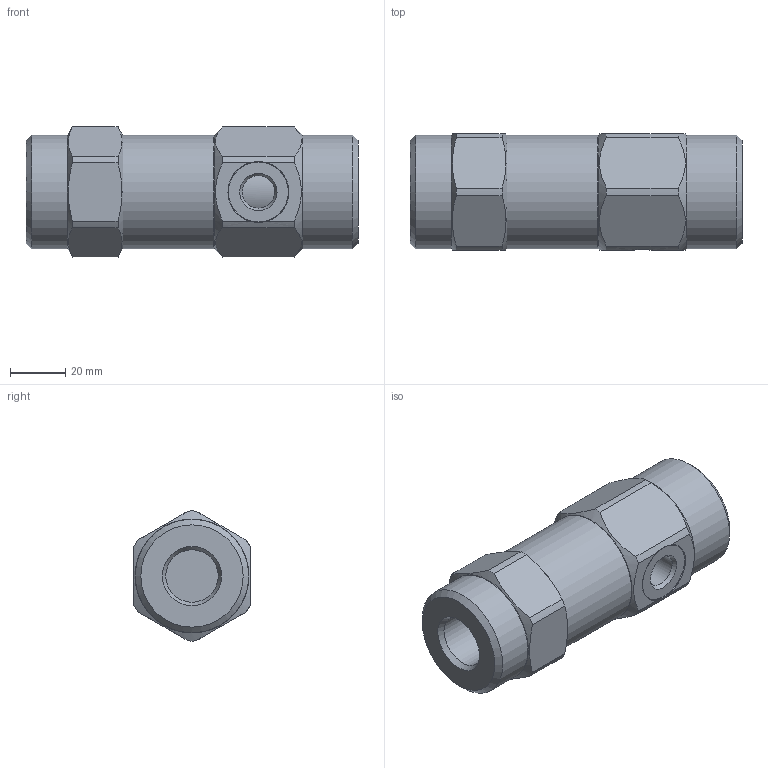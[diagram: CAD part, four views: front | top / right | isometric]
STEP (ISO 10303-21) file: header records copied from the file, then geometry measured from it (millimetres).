
FILE_DESCRIPTION(/* description */ ('Unknown'),/* implementation_level */ '2;1');
FILE_NAME(/* name */ 'V0203',/* time_stamp */ '2021-02-18T07:58:55+01:00',/* author */ ('Unknown'),/* organization */ ('Unknown'),/* preprocessor_version */ 'ST-DEVELOPER v16.7',/* originating_system */ 'DEX',/* authorisation */ $);
FILE_SCHEMA (('AUTOMOTIVE_DESIGN {1 0 10303 214 3 1 1}'));
Length unit declared in the file: millimetre
Products named in the file (1): V0203
Bounding box: 120 x 42 x 47 mm (x, y, z)
Volume: 157236.5 mm3; surface area: 25294.8 mm2
Topology: 3 solids, 3 shells, 66 faces, 161 edges, 105 vertices
Faces by surface type: cylinder 23, plane 23, cone 11, torus 7, bspline 2
Full cylindrical faces by diameter (mm): 11.8 x1, 19 x2, 20.955 x1, 21.5 x1, 41 x3
Entity records: 2320 total; most frequent: CARTESIAN_POINT 501, DIRECTION 280, ORIENTED_EDGE 242, AXIS2_PLACEMENT_3D 127, EDGE_CURVE 121, EDGE_LOOP 94, FACE_BOUND 94, VERTEX_POINT 89
